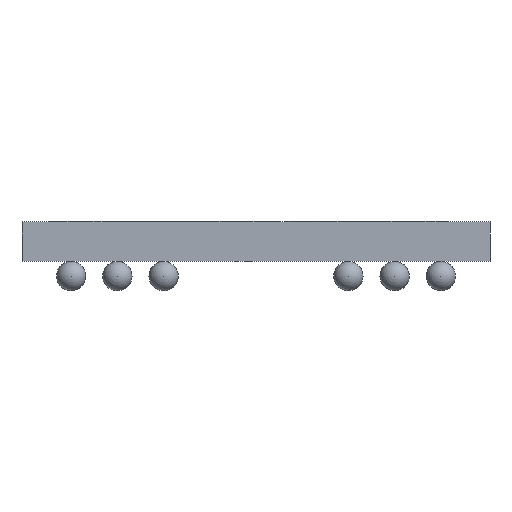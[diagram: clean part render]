
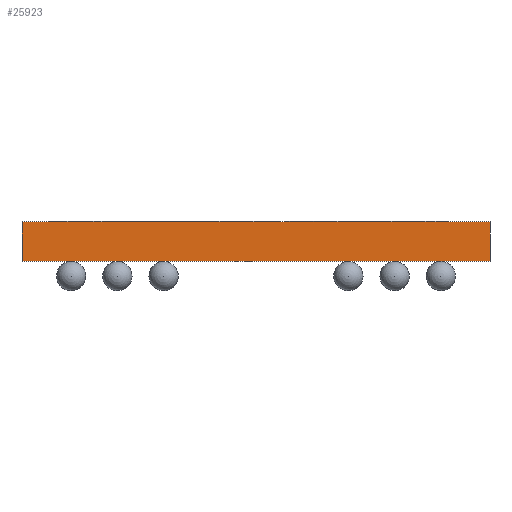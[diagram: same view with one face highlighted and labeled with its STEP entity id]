
A CAD part, front view. The second image highlights one B-rep face of the part: STEP entity #25923.
In plain terms, the highlighted planar face has unit normal (0, -1, 0).
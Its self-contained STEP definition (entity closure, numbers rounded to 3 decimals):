
#94 = CARTESIAN_POINT ( 'NONE',  ( 4.051, -6.553, 0.507 ) ) ;
#694 = EDGE_CURVE ( 'NONE', #11242, #6051, #2474, .T. ) ;
#1557 = ORIENTED_EDGE ( 'NONE', *, *, #694, .F. ) ;
#1908 = VECTOR ( 'NONE', #11138, 1000. ) ;
#1996 = EDGE_LOOP ( 'NONE', ( #19920, #3320, #9244, #1557 ) ) ;
#2474 = LINE ( 'NONE', #19040, #24314 ) ;
#3320 = ORIENTED_EDGE ( 'NONE', *, *, #10611, .F. ) ;
#4193 = CARTESIAN_POINT ( 'NONE',  ( 4.051, -6.553, 0.507 ) ) ;
#6051 = VERTEX_POINT ( 'NONE', #17060 ) ;
#6128 = AXIS2_PLACEMENT_3D ( 'NONE', #26299, #22180, #19943 ) ;
#7023 = CARTESIAN_POINT ( 'NONE',  ( 4.051, -6.553, 1.194 ) ) ;
#9244 = ORIENTED_EDGE ( 'NONE', *, *, #15498, .F. ) ;
#10611 = EDGE_CURVE ( 'NONE', #16403, #12553, #12981, .T. ) ;
#11138 = DIRECTION ( 'NONE',  ( 0., 0., -1. ) ) ;
#11242 = VERTEX_POINT ( 'NONE', #20425 ) ;
#11464 = FACE_OUTER_BOUND ( 'NONE', #1996, .T. ) ;
#11479 = LINE ( 'NONE', #15823, #11805 ) ;
#11805 = VECTOR ( 'NONE', #18172, 1000. ) ;
#12553 = VERTEX_POINT ( 'NONE', #94 ) ;
#12981 = LINE ( 'NONE', #7023, #1908 ) ;
#13578 = PLANE ( 'NONE',  #6128 ) ;
#15020 = LINE ( 'NONE', #4193, #18550 ) ;
#15498 = EDGE_CURVE ( 'NONE', #6051, #16403, #11479, .T. ) ;
#15804 = DIRECTION ( 'NONE',  ( 0., 0., 1. ) ) ;
#15823 = CARTESIAN_POINT ( 'NONE',  ( -4.051, -6.553, 1.194 ) ) ;
#16403 = VERTEX_POINT ( 'NONE', #25516 ) ;
#17060 = CARTESIAN_POINT ( 'NONE',  ( -4.051, -6.553, 1.194 ) ) ;
#18172 = DIRECTION ( 'NONE',  ( 1., 0., 0. ) ) ;
#18550 = VECTOR ( 'NONE', #23208, 1000. ) ;
#19040 = CARTESIAN_POINT ( 'NONE',  ( -4.051, -6.553, 0.507 ) ) ;
#19920 = ORIENTED_EDGE ( 'NONE', *, *, #23317, .F. ) ;
#19943 = DIRECTION ( 'NONE',  ( 0., 0., -1. ) ) ;
#20425 = CARTESIAN_POINT ( 'NONE',  ( -4.051, -6.553, 0.507 ) ) ;
#22180 = DIRECTION ( 'NONE',  ( 0., -1., 0. ) ) ;
#23208 = DIRECTION ( 'NONE',  ( -1., 0., 0. ) ) ;
#23317 = EDGE_CURVE ( 'NONE', #12553, #11242, #15020, .T. ) ;
#24314 = VECTOR ( 'NONE', #15804, 1000. ) ;
#25516 = CARTESIAN_POINT ( 'NONE',  ( 4.051, -6.553, 1.194 ) ) ;
#25923 = ADVANCED_FACE ( 'NONE', ( #11464 ), #13578, .T. ) ;
#26299 = CARTESIAN_POINT ( 'NONE',  ( -4.051, -6.553, 0.507 ) ) ;
